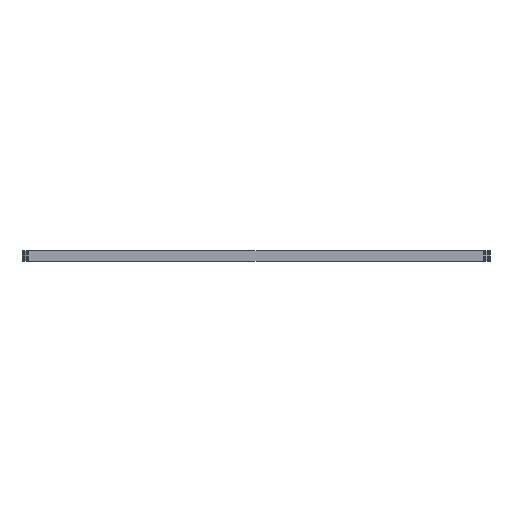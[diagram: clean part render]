
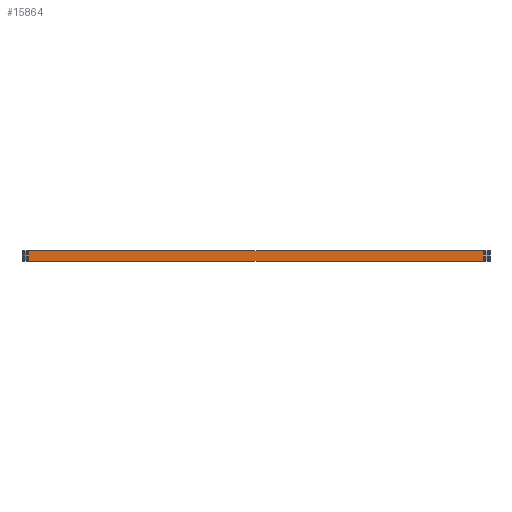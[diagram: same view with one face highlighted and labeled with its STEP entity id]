
A CAD part, left-side view. The second image highlights one B-rep face of the part: STEP entity #15864.
In plain terms, the highlighted planar face has unit normal (-1, 0, 0).
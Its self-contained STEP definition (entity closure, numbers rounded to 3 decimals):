
#90 = PLANE('',#91);
#91 = AXIS2_PLACEMENT_3D('',#92,#93,#94);
#92 = CARTESIAN_POINT('',(189.87,-116.493,1.6));
#93 = DIRECTION('',(-0.,-0.,-1.));
#94 = DIRECTION('',(-1.,0.,0.));
#144 = PLANE('',#145);
#145 = AXIS2_PLACEMENT_3D('',#146,#147,#148);
#146 = CARTESIAN_POINT('',(189.87,-116.493,0.));
#147 = DIRECTION('',(-0.,-0.,-1.));
#148 = DIRECTION('',(-1.,0.,0.));
#925 = VERTEX_POINT('',#926);
#926 = CARTESIAN_POINT('',(154.045,-151.182,0.));
#940 = PLANE('',#941);
#941 = AXIS2_PLACEMENT_3D('',#942,#943,#944);
#942 = CARTESIAN_POINT('',(154.064,-151.378,0.));
#943 = DIRECTION('',(-0.995,-0.098,0.));
#944 = DIRECTION('',(-0.098,0.995,0.));
#952 = EDGE_CURVE('',#925,#953,#955,.T.);
#953 = VERTEX_POINT('',#954);
#954 = CARTESIAN_POINT('',(154.045,-81.803,0.));
#955 = SURFACE_CURVE('',#956,(#960,#967),.PCURVE_S1.);
#956 = LINE('',#957,#958);
#957 = CARTESIAN_POINT('',(154.045,-151.182,0.));
#958 = VECTOR('',#959,1.);
#959 = DIRECTION('',(0.,1.,0.));
#960 = PCURVE('',#144,#961);
#961 = DEFINITIONAL_REPRESENTATION('',(#962),#966);
#962 = LINE('',#963,#964);
#963 = CARTESIAN_POINT('',(35.825,-34.69));
#964 = VECTOR('',#965,1.);
#965 = DIRECTION('',(0.,1.));
#966 = ( GEOMETRIC_REPRESENTATION_CONTEXT(2) 
PARAMETRIC_REPRESENTATION_CONTEXT() REPRESENTATION_CONTEXT('2D SPACE',''
  ) );
#967 = PCURVE('',#968,#973);
#968 = PLANE('',#969);
#969 = AXIS2_PLACEMENT_3D('',#970,#971,#972);
#970 = CARTESIAN_POINT('',(154.045,-151.182,0.));
#971 = DIRECTION('',(-1.,0.,0.));
#972 = DIRECTION('',(0.,1.,0.));
#973 = DEFINITIONAL_REPRESENTATION('',(#974),#978);
#974 = LINE('',#975,#976);
#975 = CARTESIAN_POINT('',(0.,0.));
#976 = VECTOR('',#977,1.);
#977 = DIRECTION('',(1.,0.));
#978 = ( GEOMETRIC_REPRESENTATION_CONTEXT(2) 
PARAMETRIC_REPRESENTATION_CONTEXT() REPRESENTATION_CONTEXT('2D SPACE',''
  ) );
#996 = PLANE('',#997);
#997 = AXIS2_PLACEMENT_3D('',#998,#999,#1000);
#998 = CARTESIAN_POINT('',(154.045,-81.803,0.));
#999 = DIRECTION('',(-0.995,0.098,0.));
#1000 = DIRECTION('',(0.098,0.995,0.));
#8948 = VERTEX_POINT('',#8949);
#8949 = CARTESIAN_POINT('',(154.045,-151.182,1.6));
#8970 = EDGE_CURVE('',#8948,#8971,#8973,.T.);
#8971 = VERTEX_POINT('',#8972);
#8972 = CARTESIAN_POINT('',(154.045,-81.803,1.6));
#8973 = SURFACE_CURVE('',#8974,(#8978,#8985),.PCURVE_S1.);
#8974 = LINE('',#8975,#8976);
#8975 = CARTESIAN_POINT('',(154.045,-151.182,1.6));
#8976 = VECTOR('',#8977,1.);
#8977 = DIRECTION('',(0.,1.,0.));
#8978 = PCURVE('',#90,#8979);
#8979 = DEFINITIONAL_REPRESENTATION('',(#8980),#8984);
#8980 = LINE('',#8981,#8982);
#8981 = CARTESIAN_POINT('',(35.825,-34.69));
#8982 = VECTOR('',#8983,1.);
#8983 = DIRECTION('',(0.,1.));
#8984 = ( GEOMETRIC_REPRESENTATION_CONTEXT(2) 
PARAMETRIC_REPRESENTATION_CONTEXT() REPRESENTATION_CONTEXT('2D SPACE',''
  ) );
#8985 = PCURVE('',#968,#8986);
#8986 = DEFINITIONAL_REPRESENTATION('',(#8987),#8991);
#8987 = LINE('',#8988,#8989);
#8988 = CARTESIAN_POINT('',(0.,-1.6));
#8989 = VECTOR('',#8990,1.);
#8990 = DIRECTION('',(1.,0.));
#8991 = ( GEOMETRIC_REPRESENTATION_CONTEXT(2) 
PARAMETRIC_REPRESENTATION_CONTEXT() REPRESENTATION_CONTEXT('2D SPACE',''
  ) );
#15814 = EDGE_CURVE('',#953,#8971,#15815,.T.);
#15815 = SURFACE_CURVE('',#15816,(#15820,#15827),.PCURVE_S1.);
#15816 = LINE('',#15817,#15818);
#15817 = CARTESIAN_POINT('',(154.045,-81.803,0.));
#15818 = VECTOR('',#15819,1.);
#15819 = DIRECTION('',(0.,0.,1.));
#15820 = PCURVE('',#996,#15821);
#15821 = DEFINITIONAL_REPRESENTATION('',(#15822),#15826);
#15822 = LINE('',#15823,#15824);
#15823 = CARTESIAN_POINT('',(0.,0.));
#15824 = VECTOR('',#15825,1.);
#15825 = DIRECTION('',(0.,-1.));
#15826 = ( GEOMETRIC_REPRESENTATION_CONTEXT(2) 
PARAMETRIC_REPRESENTATION_CONTEXT() REPRESENTATION_CONTEXT('2D SPACE',''
  ) );
#15827 = PCURVE('',#968,#15828);
#15828 = DEFINITIONAL_REPRESENTATION('',(#15829),#15833);
#15829 = LINE('',#15830,#15831);
#15830 = CARTESIAN_POINT('',(69.379,0.));
#15831 = VECTOR('',#15832,1.);
#15832 = DIRECTION('',(0.,-1.));
#15833 = ( GEOMETRIC_REPRESENTATION_CONTEXT(2) 
PARAMETRIC_REPRESENTATION_CONTEXT() REPRESENTATION_CONTEXT('2D SPACE',''
  ) );
#15864 = ADVANCED_FACE('',(#15865),#968,.T.);
#15865 = FACE_BOUND('',#15866,.T.);
#15866 = EDGE_LOOP('',(#15867,#15888,#15889,#15890));
#15867 = ORIENTED_EDGE('',*,*,#15868,.T.);
#15868 = EDGE_CURVE('',#925,#8948,#15869,.T.);
#15869 = SURFACE_CURVE('',#15870,(#15874,#15881),.PCURVE_S1.);
#15870 = LINE('',#15871,#15872);
#15871 = CARTESIAN_POINT('',(154.045,-151.182,0.));
#15872 = VECTOR('',#15873,1.);
#15873 = DIRECTION('',(0.,0.,1.));
#15874 = PCURVE('',#968,#15875);
#15875 = DEFINITIONAL_REPRESENTATION('',(#15876),#15880);
#15876 = LINE('',#15877,#15878);
#15877 = CARTESIAN_POINT('',(0.,0.));
#15878 = VECTOR('',#15879,1.);
#15879 = DIRECTION('',(0.,-1.));
#15880 = ( GEOMETRIC_REPRESENTATION_CONTEXT(2) 
PARAMETRIC_REPRESENTATION_CONTEXT() REPRESENTATION_CONTEXT('2D SPACE',''
  ) );
#15881 = PCURVE('',#940,#15882);
#15882 = DEFINITIONAL_REPRESENTATION('',(#15883),#15887);
#15883 = LINE('',#15884,#15885);
#15884 = CARTESIAN_POINT('',(0.197,0.));
#15885 = VECTOR('',#15886,1.);
#15886 = DIRECTION('',(0.,-1.));
#15887 = ( GEOMETRIC_REPRESENTATION_CONTEXT(2) 
PARAMETRIC_REPRESENTATION_CONTEXT() REPRESENTATION_CONTEXT('2D SPACE',''
  ) );
#15888 = ORIENTED_EDGE('',*,*,#8970,.T.);
#15889 = ORIENTED_EDGE('',*,*,#15814,.F.);
#15890 = ORIENTED_EDGE('',*,*,#952,.F.);
